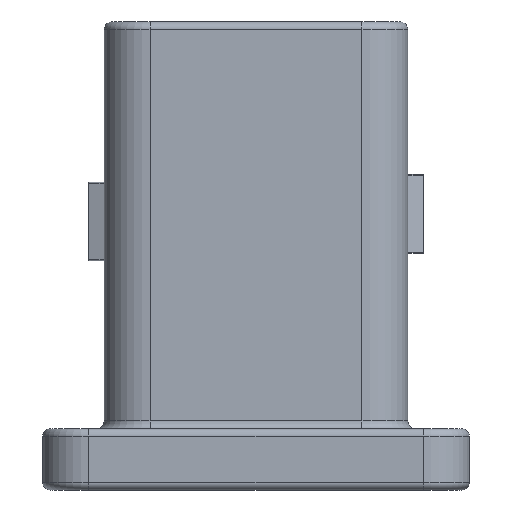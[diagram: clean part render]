
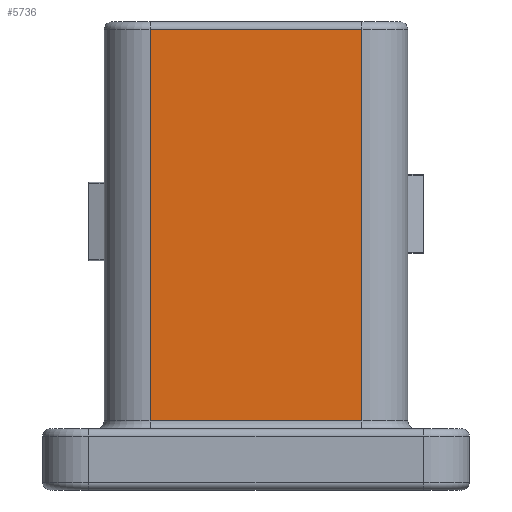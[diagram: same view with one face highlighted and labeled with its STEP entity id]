
A CAD part, left-side view. The second image highlights one B-rep face of the part: STEP entity #5736.
In plain terms, the highlighted planar face has unit normal (-1, 0, 0).
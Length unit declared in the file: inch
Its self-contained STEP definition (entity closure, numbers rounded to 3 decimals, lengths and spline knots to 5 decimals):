
#1546 = DIRECTION ( 'NONE',  ( 0., 1., 0. ) ) ;
#1547 = VECTOR ( 'NONE', #1546, 39.37008 ) ;
#1548 = CARTESIAN_POINT ( 'NONE',  ( -0.174, -0.04, -0.005 ) ) ;
#1549 = LINE ( 'NONE', #1548, #1547 ) ;
#1550 = DIRECTION ( 'NONE',  ( 0., 0., 1. ) ) ;
#1551 = VECTOR ( 'NONE', #1550, 39.37008 ) ;
#1552 = CARTESIAN_POINT ( 'NONE',  ( -0.174, -0.01, -0.265 ) ) ;
#1561 = PLANE ( 'NONE',  #1637 ) ;
#1589 = VECTOR ( 'NONE', #1628, 39.37008 ) ;
#1590 = CARTESIAN_POINT ( 'NONE',  ( -0.174, 0.128, -0.265 ) ) ;
#1591 = LINE ( 'NONE', #1590, #1589 ) ;
#1592 = CARTESIAN_POINT ( 'NONE',  ( -0.174, 0.128, -0.26 ) ) ;
#1626 = LINE ( 'NONE', #1552, #1551 ) ;
#1627 = FACE_OUTER_BOUND ( 'NONE', #5677, .T. ) ;
#1628 = DIRECTION ( 'NONE',  ( 0., 0., -1. ) ) ;
#1634 = DIRECTION ( 'NONE',  ( 0., 0., 1. ) ) ;
#1635 = DIRECTION ( 'NONE',  ( -1., 0., 0. ) ) ;
#1636 = CARTESIAN_POINT ( 'NONE',  ( -0.174, -0.04, -0.265 ) ) ;
#1637 = AXIS2_PLACEMENT_3D ( 'NONE', #1636, #1635, #1634 ) ;
#5617 = CARTESIAN_POINT ( 'NONE',  ( -0.174, -0.01, -0.005 ) ) ;
#5631 = VERTEX_POINT ( 'NONE', #5617 ) ;
#5677 = EDGE_LOOP ( 'NONE', ( #5684, #5714, #5713, #5711 ) ) ;
#5681 = EDGE_CURVE ( 'NONE', #5712, #5705, #8351, .T. ) ;
#5684 = ORIENTED_EDGE ( 'NONE', *, *, #5710, .T. ) ;
#5705 = VERTEX_POINT ( 'NONE', #8386 ) ;
#5710 = EDGE_CURVE ( 'NONE', #5755, #5712, #1591, .T. ) ;
#5711 = ORIENTED_EDGE ( 'NONE', *, *, #5716, .T. ) ;
#5712 = VERTEX_POINT ( 'NONE', #1592 ) ;
#5713 = ORIENTED_EDGE ( 'NONE', *, *, #5715, .T. ) ;
#5714 = ORIENTED_EDGE ( 'NONE', *, *, #5681, .T. ) ;
#5715 = EDGE_CURVE ( 'NONE', #5705, #5631, #1626, .T. ) ;
#5716 = EDGE_CURVE ( 'NONE', #5631, #5755, #1549, .T. ) ;
#5736 = ADVANCED_FACE ( 'NONE', ( #1627 ), #1561, .T. ) ;
#5755 = VERTEX_POINT ( 'NONE', #8692 ) ;
#8349 = DIRECTION ( 'NONE',  ( 0., -1., 0. ) ) ;
#8350 = CARTESIAN_POINT ( 'NONE',  ( -0.174, -0.01, -0.26 ) ) ;
#8351 = LINE ( 'NONE', #8350, #8352 ) ;
#8352 = VECTOR ( 'NONE', #8349, 39.37008 ) ;
#8386 = CARTESIAN_POINT ( 'NONE',  ( -0.174, -0.01, -0.26 ) ) ;
#8692 = CARTESIAN_POINT ( 'NONE',  ( -0.174, 0.128, -0.005 ) ) ;
